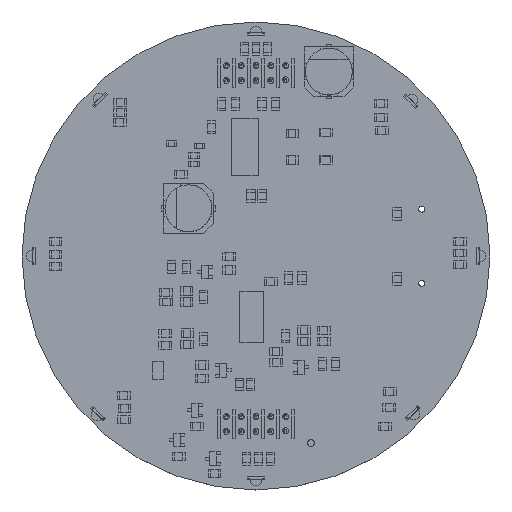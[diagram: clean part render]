
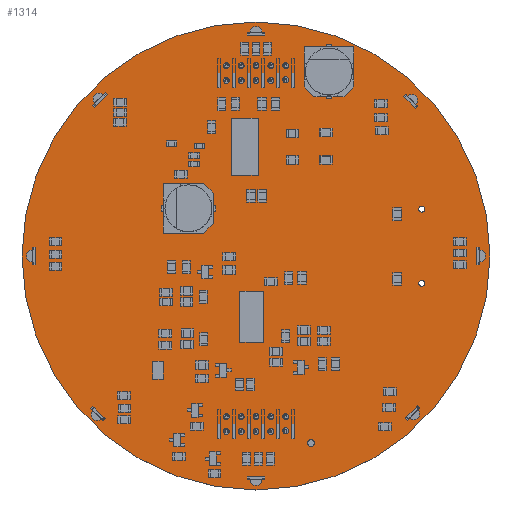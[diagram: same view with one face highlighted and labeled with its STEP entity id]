
A CAD part, top view. The second image highlights one B-rep face of the part: STEP entity #1314.
In plain terms, the highlighted planar face has unit normal (0, 0, 1).
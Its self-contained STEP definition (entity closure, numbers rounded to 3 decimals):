
#451 = VERTEX_POINT('',#452);
#452 = CARTESIAN_POINT('',(120.,80.,0.));
#458 = EDGE_CURVE('',#451,#451,#459,.T.);
#459 = CIRCLE('',#460,40.);
#460 = AXIS2_PLACEMENT_3D('',#461,#462,#463);
#461 = CARTESIAN_POINT('',(80.,80.,0.));
#462 = DIRECTION('',(0.,0.,1.));
#463 = DIRECTION('',(1.,0.,0.));
#484 = VERTEX_POINT('',#485);
#485 = CARTESIAN_POINT('',(75.428,50.,0.));
#491 = EDGE_CURVE('',#484,#484,#492,.T.);
#492 = CIRCLE('',#493,0.508);
#493 = AXIS2_PLACEMENT_3D('',#494,#495,#496);
#494 = CARTESIAN_POINT('',(74.92,50.,0.));
#495 = DIRECTION('',(0.,0.,1.));
#496 = DIRECTION('',(1.,0.,0.));
#517 = VERTEX_POINT('',#518);
#518 = CARTESIAN_POINT('',(75.428,52.54,0.));
#524 = EDGE_CURVE('',#517,#517,#525,.T.);
#525 = CIRCLE('',#526,0.508);
#526 = AXIS2_PLACEMENT_3D('',#527,#528,#529);
#527 = CARTESIAN_POINT('',(74.92,52.54,0.));
#528 = DIRECTION('',(0.,0.,1.));
#529 = DIRECTION('',(1.,0.,0.));
#550 = VERTEX_POINT('',#551);
#551 = CARTESIAN_POINT('',(77.968,50.,0.));
#557 = EDGE_CURVE('',#550,#550,#558,.T.);
#558 = CIRCLE('',#559,0.508);
#559 = AXIS2_PLACEMENT_3D('',#560,#561,#562);
#560 = CARTESIAN_POINT('',(77.46,50.,0.));
#561 = DIRECTION('',(0.,0.,1.));
#562 = DIRECTION('',(1.,0.,0.));
#583 = VERTEX_POINT('',#584);
#584 = CARTESIAN_POINT('',(77.968,52.54,0.));
#590 = EDGE_CURVE('',#583,#583,#591,.T.);
#591 = CIRCLE('',#592,0.508);
#592 = AXIS2_PLACEMENT_3D('',#593,#594,#595);
#593 = CARTESIAN_POINT('',(77.46,52.54,0.));
#594 = DIRECTION('',(0.,0.,1.));
#595 = DIRECTION('',(1.,0.,0.));
#616 = VERTEX_POINT('',#617);
#617 = CARTESIAN_POINT('',(80.508,50.,0.));
#623 = EDGE_CURVE('',#616,#616,#624,.T.);
#624 = CIRCLE('',#625,0.508);
#625 = AXIS2_PLACEMENT_3D('',#626,#627,#628);
#626 = CARTESIAN_POINT('',(80.,50.,0.));
#627 = DIRECTION('',(0.,0.,1.));
#628 = DIRECTION('',(1.,0.,0.));
#649 = VERTEX_POINT('',#650);
#650 = CARTESIAN_POINT('',(75.428,110.,0.));
#656 = EDGE_CURVE('',#649,#649,#657,.T.);
#657 = CIRCLE('',#658,0.508);
#658 = AXIS2_PLACEMENT_3D('',#659,#660,#661);
#659 = CARTESIAN_POINT('',(74.92,110.,0.));
#660 = DIRECTION('',(0.,0.,1.));
#661 = DIRECTION('',(1.,0.,0.));
#682 = VERTEX_POINT('',#683);
#683 = CARTESIAN_POINT('',(75.428,112.54,0.));
#689 = EDGE_CURVE('',#682,#682,#690,.T.);
#690 = CIRCLE('',#691,0.508);
#691 = AXIS2_PLACEMENT_3D('',#692,#693,#694);
#692 = CARTESIAN_POINT('',(74.92,112.54,0.));
#693 = DIRECTION('',(0.,0.,1.));
#694 = DIRECTION('',(1.,0.,0.));
#715 = VERTEX_POINT('',#716);
#716 = CARTESIAN_POINT('',(77.968,110.,0.));
#722 = EDGE_CURVE('',#715,#715,#723,.T.);
#723 = CIRCLE('',#724,0.508);
#724 = AXIS2_PLACEMENT_3D('',#725,#726,#727);
#725 = CARTESIAN_POINT('',(77.46,110.,0.));
#726 = DIRECTION('',(0.,0.,1.));
#727 = DIRECTION('',(1.,0.,0.));
#748 = VERTEX_POINT('',#749);
#749 = CARTESIAN_POINT('',(80.508,110.,0.));
#755 = EDGE_CURVE('',#748,#748,#756,.T.);
#756 = CIRCLE('',#757,0.508);
#757 = AXIS2_PLACEMENT_3D('',#758,#759,#760);
#758 = CARTESIAN_POINT('',(80.,110.,0.));
#759 = DIRECTION('',(0.,0.,1.));
#760 = DIRECTION('',(1.,0.,0.));
#781 = VERTEX_POINT('',#782);
#782 = CARTESIAN_POINT('',(77.968,112.54,0.));
#788 = EDGE_CURVE('',#781,#781,#789,.T.);
#789 = CIRCLE('',#790,0.508);
#790 = AXIS2_PLACEMENT_3D('',#791,#792,#793);
#791 = CARTESIAN_POINT('',(77.46,112.54,0.));
#792 = DIRECTION('',(0.,0.,1.));
#793 = DIRECTION('',(1.,0.,0.));
#814 = VERTEX_POINT('',#815);
#815 = CARTESIAN_POINT('',(80.508,112.54,0.));
#821 = EDGE_CURVE('',#814,#814,#822,.T.);
#822 = CIRCLE('',#823,0.508);
#823 = AXIS2_PLACEMENT_3D('',#824,#825,#826);
#824 = CARTESIAN_POINT('',(80.,112.54,0.));
#825 = DIRECTION('',(0.,0.,1.));
#826 = DIRECTION('',(1.,0.,0.));
#847 = VERTEX_POINT('',#848);
#848 = CARTESIAN_POINT('',(83.048,50.,0.));
#854 = EDGE_CURVE('',#847,#847,#855,.T.);
#855 = CIRCLE('',#856,0.508);
#856 = AXIS2_PLACEMENT_3D('',#857,#858,#859);
#857 = CARTESIAN_POINT('',(82.54,50.,0.));
#858 = DIRECTION('',(0.,0.,1.));
#859 = DIRECTION('',(1.,0.,0.));
#880 = VERTEX_POINT('',#881);
#881 = CARTESIAN_POINT('',(80.508,52.54,0.));
#887 = EDGE_CURVE('',#880,#880,#888,.T.);
#888 = CIRCLE('',#889,0.508);
#889 = AXIS2_PLACEMENT_3D('',#890,#891,#892);
#890 = CARTESIAN_POINT('',(80.,52.54,0.));
#891 = DIRECTION('',(0.,0.,1.));
#892 = DIRECTION('',(1.,0.,0.));
#913 = VERTEX_POINT('',#914);
#914 = CARTESIAN_POINT('',(83.048,52.54,0.));
#920 = EDGE_CURVE('',#913,#913,#921,.T.);
#921 = CIRCLE('',#922,0.508);
#922 = AXIS2_PLACEMENT_3D('',#923,#924,#925);
#923 = CARTESIAN_POINT('',(82.54,52.54,0.));
#924 = DIRECTION('',(0.,0.,1.));
#925 = DIRECTION('',(1.,0.,0.));
#946 = VERTEX_POINT('',#947);
#947 = CARTESIAN_POINT('',(89.988,48.006,0.));
#953 = EDGE_CURVE('',#946,#946,#954,.T.);
#954 = CIRCLE('',#955,0.58);
#955 = AXIS2_PLACEMENT_3D('',#956,#957,#958);
#956 = CARTESIAN_POINT('',(89.408,48.006,0.));
#957 = DIRECTION('',(0.,0.,1.));
#958 = DIRECTION('',(1.,0.,0.));
#979 = VERTEX_POINT('',#980);
#980 = CARTESIAN_POINT('',(85.588,52.54,0.));
#986 = EDGE_CURVE('',#979,#979,#987,.T.);
#987 = CIRCLE('',#988,0.508);
#988 = AXIS2_PLACEMENT_3D('',#989,#990,#991);
#989 = CARTESIAN_POINT('',(85.08,52.54,0.));
#990 = DIRECTION('',(0.,0.,1.));
#991 = DIRECTION('',(1.,0.,0.));
#1012 = VERTEX_POINT('',#1013);
#1013 = CARTESIAN_POINT('',(85.588,50.127,0.));
#1019 = EDGE_CURVE('',#1012,#1012,#1020,.T.);
#1020 = CIRCLE('',#1021,0.508);
#1021 = AXIS2_PLACEMENT_3D('',#1022,#1023,#1024);
#1022 = CARTESIAN_POINT('',(85.08,50.127,0.));
#1023 = DIRECTION('',(0.,0.,1.));
#1024 = DIRECTION('',(1.,0.,0.));
#1045 = VERTEX_POINT('',#1046);
#1046 = CARTESIAN_POINT('',(83.048,110.,0.));
#1052 = EDGE_CURVE('',#1045,#1045,#1053,.T.);
#1053 = CIRCLE('',#1054,0.508);
#1054 = AXIS2_PLACEMENT_3D('',#1055,#1056,#1057);
#1055 = CARTESIAN_POINT('',(82.54,110.,0.));
#1056 = DIRECTION('',(0.,0.,1.));
#1057 = DIRECTION('',(1.,0.,0.));
#1078 = VERTEX_POINT('',#1079);
#1079 = CARTESIAN_POINT('',(83.048,112.54,0.));
#1085 = EDGE_CURVE('',#1078,#1078,#1086,.T.);
#1086 = CIRCLE('',#1087,0.508);
#1087 = AXIS2_PLACEMENT_3D('',#1088,#1089,#1090);
#1088 = CARTESIAN_POINT('',(82.54,112.54,0.));
#1089 = DIRECTION('',(0.,0.,1.));
#1090 = DIRECTION('',(1.,0.,0.));
#1111 = VERTEX_POINT('',#1112);
#1112 = CARTESIAN_POINT('',(85.588,110.127,0.));
#1118 = EDGE_CURVE('',#1111,#1111,#1119,.T.);
#1119 = CIRCLE('',#1120,0.508);
#1120 = AXIS2_PLACEMENT_3D('',#1121,#1122,#1123);
#1121 = CARTESIAN_POINT('',(85.08,110.127,0.));
#1122 = DIRECTION('',(0.,0.,1.));
#1123 = DIRECTION('',(1.,0.,0.));
#1144 = VERTEX_POINT('',#1145);
#1145 = CARTESIAN_POINT('',(108.839,75.311,0.));
#1151 = EDGE_CURVE('',#1144,#1144,#1152,.T.);
#1152 = CIRCLE('',#1153,0.508);
#1153 = AXIS2_PLACEMENT_3D('',#1154,#1155,#1156);
#1154 = CARTESIAN_POINT('',(108.331,75.311,0.));
#1155 = DIRECTION('',(0.,0.,1.));
#1156 = DIRECTION('',(1.,0.,0.));
#1177 = VERTEX_POINT('',#1178);
#1178 = CARTESIAN_POINT('',(85.588,112.54,0.));
#1184 = EDGE_CURVE('',#1177,#1177,#1185,.T.);
#1185 = CIRCLE('',#1186,0.508);
#1186 = AXIS2_PLACEMENT_3D('',#1187,#1188,#1189);
#1187 = CARTESIAN_POINT('',(85.08,112.54,0.));
#1188 = DIRECTION('',(0.,0.,1.));
#1189 = DIRECTION('',(1.,0.,0.));
#1210 = VERTEX_POINT('',#1211);
#1211 = CARTESIAN_POINT('',(108.839,88.011,0.));
#1217 = EDGE_CURVE('',#1210,#1210,#1218,.T.);
#1218 = CIRCLE('',#1219,0.508);
#1219 = AXIS2_PLACEMENT_3D('',#1220,#1221,#1222);
#1220 = CARTESIAN_POINT('',(108.331,88.011,0.));
#1221 = DIRECTION('',(0.,0.,1.));
#1222 = DIRECTION('',(1.,0.,0.));
#1314 = ADVANCED_FACE('',(#1315,#1318,#1321,#1324,#1327,#1330,#1333,
    #1336,#1339,#1342,#1345,#1348,#1351,#1354,#1357,#1360,#1363,#1366,
    #1369,#1372,#1375,#1378,#1381,#1384),#1387,.F.);
#1315 = FACE_BOUND('',#1316,.T.);
#1316 = EDGE_LOOP('',(#1317));
#1317 = ORIENTED_EDGE('',*,*,#458,.T.);
#1318 = FACE_BOUND('',#1319,.F.);
#1319 = EDGE_LOOP('',(#1320));
#1320 = ORIENTED_EDGE('',*,*,#491,.T.);
#1321 = FACE_BOUND('',#1322,.F.);
#1322 = EDGE_LOOP('',(#1323));
#1323 = ORIENTED_EDGE('',*,*,#524,.T.);
#1324 = FACE_BOUND('',#1325,.F.);
#1325 = EDGE_LOOP('',(#1326));
#1326 = ORIENTED_EDGE('',*,*,#557,.T.);
#1327 = FACE_BOUND('',#1328,.F.);
#1328 = EDGE_LOOP('',(#1329));
#1329 = ORIENTED_EDGE('',*,*,#590,.T.);
#1330 = FACE_BOUND('',#1331,.F.);
#1331 = EDGE_LOOP('',(#1332));
#1332 = ORIENTED_EDGE('',*,*,#623,.T.);
#1333 = FACE_BOUND('',#1334,.F.);
#1334 = EDGE_LOOP('',(#1335));
#1335 = ORIENTED_EDGE('',*,*,#656,.T.);
#1336 = FACE_BOUND('',#1337,.F.);
#1337 = EDGE_LOOP('',(#1338));
#1338 = ORIENTED_EDGE('',*,*,#689,.T.);
#1339 = FACE_BOUND('',#1340,.F.);
#1340 = EDGE_LOOP('',(#1341));
#1341 = ORIENTED_EDGE('',*,*,#722,.T.);
#1342 = FACE_BOUND('',#1343,.F.);
#1343 = EDGE_LOOP('',(#1344));
#1344 = ORIENTED_EDGE('',*,*,#755,.T.);
#1345 = FACE_BOUND('',#1346,.F.);
#1346 = EDGE_LOOP('',(#1347));
#1347 = ORIENTED_EDGE('',*,*,#788,.T.);
#1348 = FACE_BOUND('',#1349,.F.);
#1349 = EDGE_LOOP('',(#1350));
#1350 = ORIENTED_EDGE('',*,*,#821,.T.);
#1351 = FACE_BOUND('',#1352,.F.);
#1352 = EDGE_LOOP('',(#1353));
#1353 = ORIENTED_EDGE('',*,*,#854,.T.);
#1354 = FACE_BOUND('',#1355,.F.);
#1355 = EDGE_LOOP('',(#1356));
#1356 = ORIENTED_EDGE('',*,*,#887,.T.);
#1357 = FACE_BOUND('',#1358,.F.);
#1358 = EDGE_LOOP('',(#1359));
#1359 = ORIENTED_EDGE('',*,*,#920,.T.);
#1360 = FACE_BOUND('',#1361,.F.);
#1361 = EDGE_LOOP('',(#1362));
#1362 = ORIENTED_EDGE('',*,*,#953,.T.);
#1363 = FACE_BOUND('',#1364,.F.);
#1364 = EDGE_LOOP('',(#1365));
#1365 = ORIENTED_EDGE('',*,*,#986,.T.);
#1366 = FACE_BOUND('',#1367,.F.);
#1367 = EDGE_LOOP('',(#1368));
#1368 = ORIENTED_EDGE('',*,*,#1019,.T.);
#1369 = FACE_BOUND('',#1370,.F.);
#1370 = EDGE_LOOP('',(#1371));
#1371 = ORIENTED_EDGE('',*,*,#1052,.T.);
#1372 = FACE_BOUND('',#1373,.F.);
#1373 = EDGE_LOOP('',(#1374));
#1374 = ORIENTED_EDGE('',*,*,#1085,.T.);
#1375 = FACE_BOUND('',#1376,.F.);
#1376 = EDGE_LOOP('',(#1377));
#1377 = ORIENTED_EDGE('',*,*,#1118,.T.);
#1378 = FACE_BOUND('',#1379,.F.);
#1379 = EDGE_LOOP('',(#1380));
#1380 = ORIENTED_EDGE('',*,*,#1151,.T.);
#1381 = FACE_BOUND('',#1382,.F.);
#1382 = EDGE_LOOP('',(#1383));
#1383 = ORIENTED_EDGE('',*,*,#1184,.T.);
#1384 = FACE_BOUND('',#1385,.F.);
#1385 = EDGE_LOOP('',(#1386));
#1386 = ORIENTED_EDGE('',*,*,#1217,.T.);
#1387 = PLANE('',#1388);
#1388 = AXIS2_PLACEMENT_3D('',#1389,#1390,#1391);
#1389 = CARTESIAN_POINT('',(120.,80.,0.));
#1390 = DIRECTION('',(0.,0.,-1.));
#1391 = DIRECTION('',(-1.,0.,0.));
